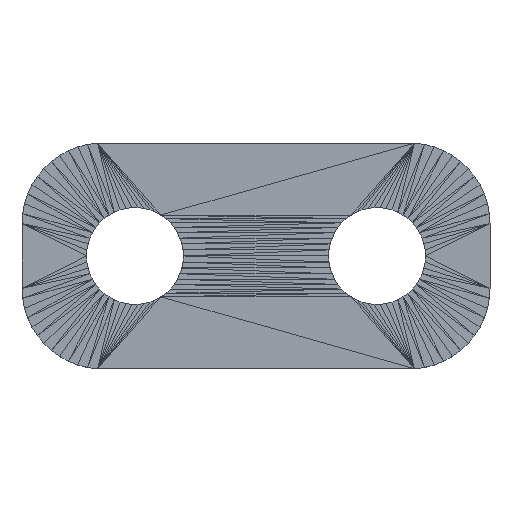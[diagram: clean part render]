
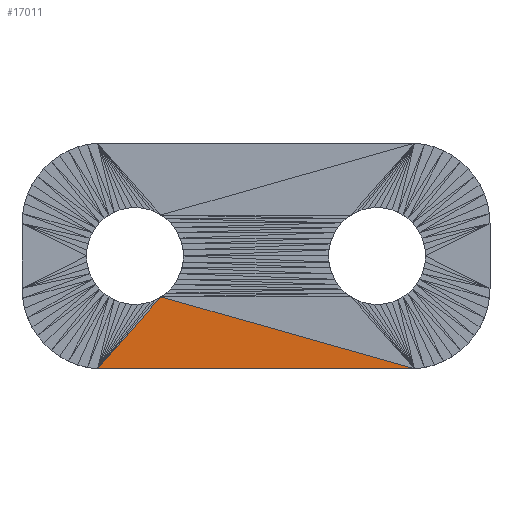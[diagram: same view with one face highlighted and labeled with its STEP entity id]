
A CAD part, top view. The second image highlights one B-rep face of the part: STEP entity #17011.
In plain terms, the highlighted planar face has unit normal (0, 0, 1).
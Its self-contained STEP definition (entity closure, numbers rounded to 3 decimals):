
#12784 = VERTEX_POINT('',#12785);
#12785 = CARTESIAN_POINT('',(-2.946,-1.266,1.5));
#12941 = PLANE('',#12942);
#12942 = AXIS2_PLACEMENT_3D('',#12943,#12944,#12945);
#12943 = CARTESIAN_POINT('',(-3.937,-2.368,1.5));
#12944 = DIRECTION('',(0.,0.,1.));
#12945 = DIRECTION('',(1.,0.,0.));
#16126 = VERTEX_POINT('',#16127);
#16127 = CARTESIAN_POINT('',(4.907,-3.495,1.5));
#16373 = PLANE('',#16374);
#16374 = AXIS2_PLACEMENT_3D('',#16375,#16376,#16377);
#16375 = CARTESIAN_POINT('',(1.155,-1.995,1.5));
#16376 = DIRECTION('',(0.,0.,1.));
#16377 = DIRECTION('',(1.,0.,-0.));
#16807 = EDGE_CURVE('',#12784,#16126,#16808,.T.);
#16808 = SURFACE_CURVE('',#16809,(#16813,#16820),.PCURVE_S1.);
#16809 = LINE('',#16810,#16811);
#16810 = CARTESIAN_POINT('',(-2.946,-1.266,1.5));
#16811 = VECTOR('',#16812,1.);
#16812 = DIRECTION('',(0.962,-0.273,0.));
#16813 = PCURVE('',#16373,#16814);
#16814 = DEFINITIONAL_REPRESENTATION('',(#16815),#16819);
#16815 = LINE('',#16816,#16817);
#16816 = CARTESIAN_POINT('',(-4.101,0.729));
#16817 = VECTOR('',#16818,1.);
#16818 = DIRECTION('',(0.962,-0.273));
#16819 = ( GEOMETRIC_REPRESENTATION_CONTEXT(2) 
PARAMETRIC_REPRESENTATION_CONTEXT() REPRESENTATION_CONTEXT('2D SPACE',''
  ) );
#16820 = PCURVE('',#16821,#16826);
#16821 = PLANE('',#16822);
#16822 = AXIS2_PLACEMENT_3D('',#16823,#16824,#16825);
#16823 = CARTESIAN_POINT('',(-0.174,-2.903,1.5));
#16824 = DIRECTION('',(0.,0.,1.));
#16825 = DIRECTION('',(1.,0.,-0.));
#16826 = DEFINITIONAL_REPRESENTATION('',(#16827),#16831);
#16827 = LINE('',#16828,#16829);
#16828 = CARTESIAN_POINT('',(-2.772,1.636));
#16829 = VECTOR('',#16830,1.);
#16830 = DIRECTION('',(0.962,-0.273));
#16831 = ( GEOMETRIC_REPRESENTATION_CONTEXT(2) 
PARAMETRIC_REPRESENTATION_CONTEXT() REPRESENTATION_CONTEXT('2D SPACE',''
  ) );
#16837 = EDGE_CURVE('',#16838,#12784,#16840,.T.);
#16838 = VERTEX_POINT('',#16839);
#16839 = CARTESIAN_POINT('',(-4.907,-3.495,1.5));
#16840 = SURFACE_CURVE('',#16841,(#16845,#16852),.PCURVE_S1.);
#16841 = LINE('',#16842,#16843);
#16842 = CARTESIAN_POINT('',(-4.907,-3.495,1.5));
#16843 = VECTOR('',#16844,1.);
#16844 = DIRECTION('',(0.661,0.751,0.));
#16845 = PCURVE('',#12941,#16846);
#16846 = DEFINITIONAL_REPRESENTATION('',(#16847),#16851);
#16847 = LINE('',#16848,#16849);
#16848 = CARTESIAN_POINT('',(-0.97,-1.127));
#16849 = VECTOR('',#16850,1.);
#16850 = DIRECTION('',(0.661,0.751));
#16851 = ( GEOMETRIC_REPRESENTATION_CONTEXT(2) 
PARAMETRIC_REPRESENTATION_CONTEXT() REPRESENTATION_CONTEXT('2D SPACE',''
  ) );
#16852 = PCURVE('',#16821,#16853);
#16853 = DEFINITIONAL_REPRESENTATION('',(#16854),#16858);
#16854 = LINE('',#16855,#16856);
#16855 = CARTESIAN_POINT('',(-4.733,-0.592));
#16856 = VECTOR('',#16857,1.);
#16857 = DIRECTION('',(0.661,0.751));
#16858 = ( GEOMETRIC_REPRESENTATION_CONTEXT(2) 
PARAMETRIC_REPRESENTATION_CONTEXT() REPRESENTATION_CONTEXT('2D SPACE',''
  ) );
#17011 = ADVANCED_FACE('',(#17012),#16821,.T.);
#17012 = FACE_BOUND('',#17013,.T.);
#17013 = EDGE_LOOP('',(#17014,#17015,#17041));
#17014 = ORIENTED_EDGE('',*,*,#16837,.F.);
#17015 = ORIENTED_EDGE('',*,*,#17016,.T.);
#17016 = EDGE_CURVE('',#16838,#16126,#17017,.T.);
#17017 = SURFACE_CURVE('',#17018,(#17022,#17029),.PCURVE_S1.);
#17018 = LINE('',#17019,#17020);
#17019 = CARTESIAN_POINT('',(-4.907,-3.495,1.5));
#17020 = VECTOR('',#17021,1.);
#17021 = DIRECTION('',(1.,0.,0.));
#17022 = PCURVE('',#16821,#17023);
#17023 = DEFINITIONAL_REPRESENTATION('',(#17024),#17028);
#17024 = LINE('',#17025,#17026);
#17025 = CARTESIAN_POINT('',(-4.733,-0.592));
#17026 = VECTOR('',#17027,1.);
#17027 = DIRECTION('',(1.,0.));
#17028 = ( GEOMETRIC_REPRESENTATION_CONTEXT(2) 
PARAMETRIC_REPRESENTATION_CONTEXT() REPRESENTATION_CONTEXT('2D SPACE',''
  ) );
#17029 = PCURVE('',#17030,#17035);
#17030 = PLANE('',#17031);
#17031 = AXIS2_PLACEMENT_3D('',#17032,#17033,#17034);
#17032 = CARTESIAN_POINT('',(-0.347,-3.495,
    1.097));
#17033 = DIRECTION('',(0.,-1.,0.));
#17034 = DIRECTION('',(0.,0.,-1.));
#17035 = DEFINITIONAL_REPRESENTATION('',(#17036),#17040);
#17036 = LINE('',#17037,#17038);
#17037 = CARTESIAN_POINT('',(-0.403,-4.56));
#17038 = VECTOR('',#17039,1.);
#17039 = DIRECTION('',(0.,1.));
#17040 = ( GEOMETRIC_REPRESENTATION_CONTEXT(2) 
PARAMETRIC_REPRESENTATION_CONTEXT() REPRESENTATION_CONTEXT('2D SPACE',''
  ) );
#17041 = ORIENTED_EDGE('',*,*,#16807,.F.);
